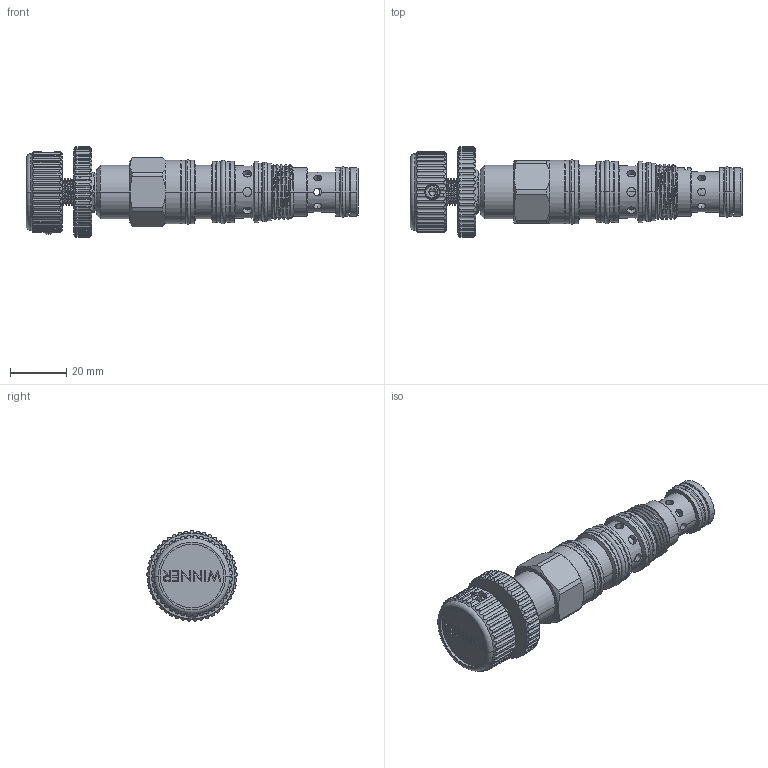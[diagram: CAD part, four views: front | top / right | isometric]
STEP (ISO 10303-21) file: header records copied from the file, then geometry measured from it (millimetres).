
FILE_DESCRIPTION (( 'STEP AP203' ), '1' );
FILE_NAME ('PW21A40(43)(45)-K.STEP', '2020-03-23T06:02:27', ( '' ), ( '' ), 'SwSTEP 2.0', 'SolidWorks 2018', '' );
FILE_SCHEMA (( 'CONFIG_CONTROL_DESIGN' ));
Products named in the file (1): PW21A40(43)(45)-K
Bounding box: 118.41 x 32.2 x 32.18 mm (x, y, z)
Volume: 38863.6 mm3; surface area: 22993.2 mm2
Topology: 14 solids, 15 shells, 1569 faces, 4333 edges, 2762 vertices
Faces by surface type: cylinder 994, plane 256, cone 151, torus 103, bspline 59, sphere 6
Entity records: 109835 total; most frequent: CARTESIAN_POINT 72209, ORIENTED_EDGE 8602, DIRECTION 6507, EDGE_CURVE 4301, VERTEX_POINT 2759, AXIS2_PLACEMENT_3D 2513, EDGE_LOOP 2072, B_SPLINE_CURVE_WITH_KNOTS 1631
